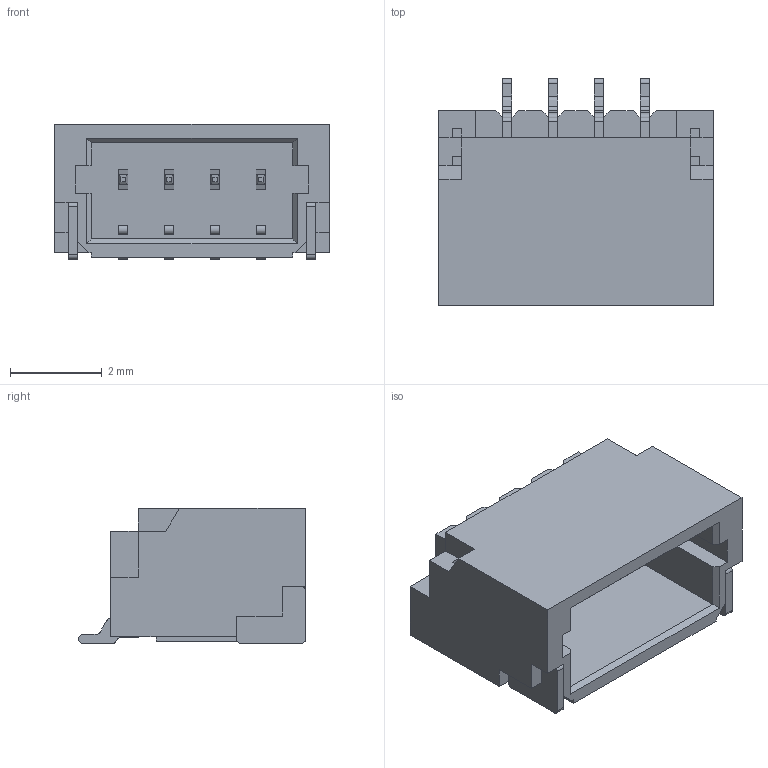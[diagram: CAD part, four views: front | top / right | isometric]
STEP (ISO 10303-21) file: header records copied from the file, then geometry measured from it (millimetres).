
FILE_DESCRIPTION(/* description */ ('STEP AP242','CAx-IF Rec.Pracs.---Representation and Presentation of Product Manufacturing Information (PMI)---4.0---2014-10-13','CAx-IF Rec.Pracs.---3D Tessellated Geometry---0.4---2014-09-14','2;1'),/* implementation_level */ '2;1');
FILE_NAME(/* name */ '65b0633f246f3b177a1527d2',/* time_stamp */ '2024-01-24T01:09:20Z',/* author */ (''),/* organization */ (''),/* preprocessor_version */ 'ST-DEVELOPER v19.4',/* originating_system */ ' ',/* authorisation */ ' ');
FILE_SCHEMA (('AP242_MANAGED_MODEL_BASED_3D_ENGINEERING_MIM_LF { 1 0 10303 442 1 1 4 }'));
Length unit declared in the file: metre
Products named in the file (7): SMxB-SRSS-TB
Bounding box: 6 x 4.95 x 2.95 mm (x, y, z)
Volume: 39.8 mm3; surface area: 204.1 mm2
Topology: 7 solids, 7 shells, 267 faces, 774 edges, 514 vertices
Faces by surface type: plane 229, cylinder 38
Entity records: 8881 total; most frequent: CARTESIAN_POINT 1562, ORIENTED_EDGE 1548, DIRECTION 1398, EDGE_CURVE 774, LINE 698, VECTOR 698, VERTEX_POINT 514, AXIS2_PLACEMENT_3D 350
